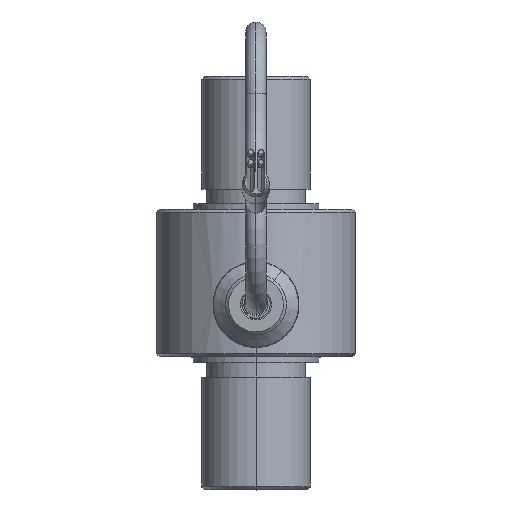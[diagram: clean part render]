
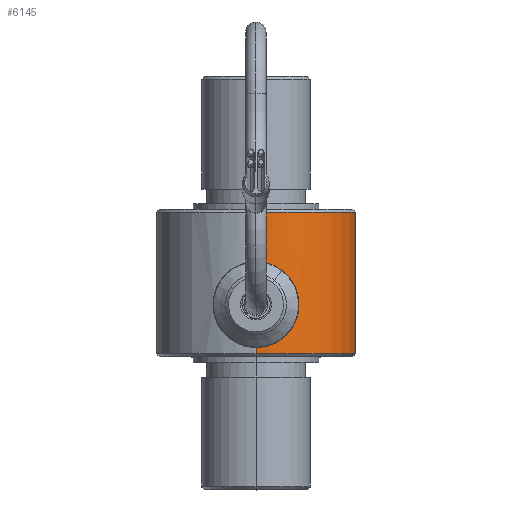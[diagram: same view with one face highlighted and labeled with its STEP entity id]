
A CAD part, top view. The second image highlights one B-rep face of the part: STEP entity #6145.
In plain terms, the highlighted cylindrical face has radius 17.526 mm (diameter 35.052 mm), a partial arc.
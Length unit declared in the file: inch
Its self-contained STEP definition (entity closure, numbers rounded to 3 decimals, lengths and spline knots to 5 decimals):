
#109 = B_SPLINE_CURVE_WITH_KNOTS ( 'NONE', 3,
 ( #1304, #11092, #2692, #13657, #6121, #5090, #2627, #13574, #5162, #10934, #281, #9663, #13352, #3660, #5008, #14614, #4928, #9745, #13431, #7516, #7291, #8488, #2469, #8787, #1384, #6336 ),
 .UNSPECIFIED., .F., .F.,
 ( 4, 2, 2, 2, 2, 2, 2, 2, 2, 2, 2, 2, 4 ),
 ( 0., 0.00149, 0.00224, 0.00298, 0.00448, 0.00522, 0.00597, 0.00672, 0.00746, 0.00895, 0.0097, 0.01045, 0.01194 ),
 .UNSPECIFIED. ) ;
#281 = CARTESIAN_POINT ( 'NONE',  ( 0.2353, 1.09873, 0.64867 ) ) ;
#768 = CARTESIAN_POINT ( 'NONE',  ( 0., 1.57688, 0.69 ) ) ;
#1067 = CARTESIAN_POINT ( 'NONE',  ( 0.29688, 1.28, 0.62287 ) ) ;
#1304 = CARTESIAN_POINT ( 'NONE',  ( 0.29688, 1.28, 0.62287 ) ) ;
#1384 = CARTESIAN_POINT ( 'NONE',  ( 0.01966, 0.98312, 0.69 ) ) ;
#1452 = CARTESIAN_POINT ( 'NONE',  ( 0., 0.94, 0.69 ) ) ;
#1568 = EDGE_CURVE ( 'NONE', #3763, #5839, #1580, .T. ) ;
#1580 = CIRCLE ( 'NONE', #2090, 0.69 ) ;
#1604 = DIRECTION ( 'NONE',  ( 0., -1., 0. ) ) ;
#2090 = AXIS2_PLACEMENT_3D ( 'NONE', #4051, #10621, #9428 ) ;
#2130 = CARTESIAN_POINT ( 'NONE',  ( 0., 1.92, 0.69 ) ) ;
#2134 = VERTEX_POINT ( 'NONE', #13674 ) ;
#2243 = CARTESIAN_POINT ( 'NONE',  ( 0.29293, 1.32921, 0.62474 ) ) ;
#2318 = CARTESIAN_POINT ( 'NONE',  ( 0.26598, 1.41222, 0.63669 ) ) ;
#2469 = CARTESIAN_POINT ( 'NONE',  ( 0.06797, 0.99084, 0.68671 ) ) ;
#2627 = CARTESIAN_POINT ( 'NONE',  ( 0.27763, 1.17441, 0.63169 ) ) ;
#2692 = CARTESIAN_POINT ( 'NONE',  ( 0.2949, 1.24061, 0.62382 ) ) ;
#2742 = AXIS2_PLACEMENT_3D ( 'NONE', #9726, #4910, #6104 ) ;
#2758 = CARTESIAN_POINT ( 'NONE',  ( 0., 1.94, -0.69 ) ) ;
#2926 = EDGE_CURVE ( 'NONE', #14062, #5839, #7734, .T. ) ;
#3152 = EDGE_CURVE ( 'NONE', #7547, #3337, #10671, .T. ) ;
#3337 = VERTEX_POINT ( 'NONE', #13617 ) ;
#3348 = CARTESIAN_POINT ( 'NONE',  ( 0.01958, 1.57688, 0.69 ) ) ;
#3421 = CARTESIAN_POINT ( 'NONE',  ( 0.09652, 1.56141, 0.68346 ) ) ;
#3467 = CARTESIAN_POINT ( 'NONE',  ( 0., 1.94, 0.69 ) ) ;
#3471 = CARTESIAN_POINT ( 'NONE',  ( 0., 0.98313, 0.69 ) ) ;
#3629 = EDGE_LOOP ( 'NONE', ( #9786, #7634, #10029, #10335, #7361, #10435, #10510 ) ) ;
#3637 = AXIS2_PLACEMENT_3D ( 'NONE', #4922, #1604, #3891 ) ;
#3660 = CARTESIAN_POINT ( 'NONE',  ( 0.20311, 1.06327, 0.65947 ) ) ;
#3763 = VERTEX_POINT ( 'NONE', #1452 ) ;
#3891 = DIRECTION ( 'NONE',  ( 0., 0., 1. ) ) ;
#3997 = VECTOR ( 'NONE', #4659, 39.37008 ) ;
#4051 = CARTESIAN_POINT ( 'NONE',  ( 0., 0.94, 0. ) ) ;
#4389 = B_SPLINE_CURVE_WITH_KNOTS ( 'NONE', 3,
 ( #768, #3348, #10632, #10392, #3421, #8180, #13037, #14377, #14071, #15580, #6996, #11909, #8016, #4452, #11826, #2318, #14143, #6923, #11593, #2243, #11751, #5821, #15263, #1067 ),
 .UNSPECIFIED., .F., .F.,
 ( 4, 2, 2, 2, 2, 2, 2, 2, 2, 2, 2, 4 ),
 ( 0.03579, 0.03728, 0.03877, 0.04026, 0.04175, 0.0425, 0.04325, 0.04399, 0.04474, 0.04623, 0.04697, 0.04772 ),
 .UNSPECIFIED. ) ;
#4452 = CARTESIAN_POINT ( 'NONE',  ( 0.25189, 1.43742, 0.64241 ) ) ;
#4659 = DIRECTION ( 'NONE',  ( 0., -1., 0. ) ) ;
#4910 = DIRECTION ( 'NONE',  ( 0., -1., 0. ) ) ;
#4922 = CARTESIAN_POINT ( 'NONE',  ( 0., 1.92, 0. ) ) ;
#4928 = CARTESIAN_POINT ( 'NONE',  ( 0.17339, 1.03883, 0.66791 ) ) ;
#5008 = CARTESIAN_POINT ( 'NONE',  ( 0.19602, 1.05684, 0.66161 ) ) ;
#5090 = CARTESIAN_POINT ( 'NONE',  ( 0.28098, 1.18366, 0.63021 ) ) ;
#5162 = CARTESIAN_POINT ( 'NONE',  ( 0.25727, 1.13059, 0.64035 ) ) ;
#5440 = EDGE_CURVE ( 'NONE', #2134, #14975, #109, .T. ) ;
#5821 = CARTESIAN_POINT ( 'NONE',  ( 0.29637, 1.2999, 0.62311 ) ) ;
#5839 = VERTEX_POINT ( 'NONE', #15478 ) ;
#6104 = DIRECTION ( 'NONE',  ( 0., 0., -1. ) ) ;
#6121 = CARTESIAN_POINT ( 'NONE',  ( 0.28673, 1.20243, 0.62761 ) ) ;
#6145 = ADVANCED_FACE ( 'NONE', ( #9493 ), #10759, .T. ) ;
#6336 = CARTESIAN_POINT ( 'NONE',  ( 0., 0.98313, 0.69 ) ) ;
#6923 = CARTESIAN_POINT ( 'NONE',  ( 0.28148, 1.37637, 0.63003 ) ) ;
#6996 = CARTESIAN_POINT ( 'NONE',  ( 0.22333, 1.47583, 0.65289 ) ) ;
#7291 = CARTESIAN_POINT ( 'NONE',  ( 0.09635, 0.99902, 0.68331 ) ) ;
#7361 = ORIENTED_EDGE ( 'NONE', *, *, #11680, .T. ) ;
#7516 = CARTESIAN_POINT ( 'NONE',  ( 0.10549, 1.00233, 0.68195 ) ) ;
#7547 = VERTEX_POINT ( 'NONE', #2130 ) ;
#7634 = ORIENTED_EDGE ( 'NONE', *, *, #3152, .T. ) ;
#7734 = LINE ( 'NONE', #2758, #11428 ) ;
#8016 = CARTESIAN_POINT ( 'NONE',  ( 0.24123, 1.45331, 0.64649 ) ) ;
#8180 = CARTESIAN_POINT ( 'NONE',  ( 0.13233, 1.54646, 0.67744 ) ) ;
#8488 = CARTESIAN_POINT ( 'NONE',  ( 0.07759, 0.99328, 0.68569 ) ) ;
#8787 = CARTESIAN_POINT ( 'NONE',  ( 0.03911, 0.98506, 0.68916 ) ) ;
#9428 = DIRECTION ( 'NONE',  ( 0., 0., 1. ) ) ;
#9493 = FACE_OUTER_BOUND ( 'NONE', #3629, .T. ) ;
#9663 = CARTESIAN_POINT ( 'NONE',  ( 0.22308, 1.08388, 0.65298 ) ) ;
#9726 = CARTESIAN_POINT ( 'NONE',  ( 0., 1.94, 0. ) ) ;
#9745 = CARTESIAN_POINT ( 'NONE',  ( 0.14923, 1.02262, 0.67387 ) ) ;
#9786 = ORIENTED_EDGE ( 'NONE', *, *, #14571, .T. ) ;
#9803 = DIRECTION ( 'NONE',  ( 0., -1., 0. ) ) ;
#10029 = ORIENTED_EDGE ( 'NONE', *, *, #12534, .T. ) ;
#10335 = ORIENTED_EDGE ( 'NONE', *, *, #5440, .T. ) ;
#10392 = CARTESIAN_POINT ( 'NONE',  ( 0.07791, 1.56715, 0.68586 ) ) ;
#10435 = ORIENTED_EDGE ( 'NONE', *, *, #1568, .T. ) ;
#10510 = ORIENTED_EDGE ( 'NONE', *, *, #2926, .F. ) ;
#10621 = DIRECTION ( 'NONE',  ( 0., 1., 0. ) ) ;
#10632 = CARTESIAN_POINT ( 'NONE',  ( 0.03913, 1.57495, 0.68916 ) ) ;
#10671 = LINE ( 'NONE', #14581, #12593 ) ;
#10759 = CYLINDRICAL_SURFACE ( 'NONE', #2742, 0.69 ) ;
#10934 = CARTESIAN_POINT ( 'NONE',  ( 0.24112, 1.10653, 0.64653 ) ) ;
#11092 = CARTESIAN_POINT ( 'NONE',  ( 0.29688, 1.26011, 0.62287 ) ) ;
#11428 = VECTOR ( 'NONE', #9803, 39.37008 ) ;
#11593 = CARTESIAN_POINT ( 'NONE',  ( 0.28715, 1.35783, 0.62742 ) ) ;
#11680 = EDGE_CURVE ( 'NONE', #14975, #3763, #13168, .T. ) ;
#11751 = CARTESIAN_POINT ( 'NONE',  ( 0.2944, 1.31953, 0.62404 ) ) ;
#11826 = CARTESIAN_POINT ( 'NONE',  ( 0.25684, 1.4292, 0.64044 ) ) ;
#11909 = CARTESIAN_POINT ( 'NONE',  ( 0.23552, 1.46099, 0.64859 ) ) ;
#12264 = CARTESIAN_POINT ( 'NONE',  ( 0., 1.92, -0.69 ) ) ;
#12534 = EDGE_CURVE ( 'NONE', #3337, #2134, #4389, .T. ) ;
#12593 = VECTOR ( 'NONE', #14501, 39.37008 ) ;
#13037 = CARTESIAN_POINT ( 'NONE',  ( 0.14964, 1.53712, 0.67378 ) ) ;
#13168 = LINE ( 'NONE', #3467, #3997 ) ;
#13352 = CARTESIAN_POINT ( 'NONE',  ( 0.21664, 1.07679, 0.65515 ) ) ;
#13431 = CARTESIAN_POINT ( 'NONE',  ( 0.13226, 1.01351, 0.67745 ) ) ;
#13574 = CARTESIAN_POINT ( 'NONE',  ( 0.2664, 1.14754, 0.63655 ) ) ;
#13617 = CARTESIAN_POINT ( 'NONE',  ( 0., 1.57688, 0.69 ) ) ;
#13657 = CARTESIAN_POINT ( 'NONE',  ( 0.28912, 1.21191, 0.62651 ) ) ;
#13674 = CARTESIAN_POINT ( 'NONE',  ( 0.29688, 1.28, 0.62287 ) ) ;
#14062 = VERTEX_POINT ( 'NONE', #12264 ) ;
#14071 = CARTESIAN_POINT ( 'NONE',  ( 0.19638, 1.50348, 0.66162 ) ) ;
#14143 = CARTESIAN_POINT ( 'NONE',  ( 0.27018, 1.40341, 0.63492 ) ) ;
#14377 = CARTESIAN_POINT ( 'NONE',  ( 0.18159, 1.51565, 0.66588 ) ) ;
#14501 = DIRECTION ( 'NONE',  ( 0., -1., 0. ) ) ;
#14571 = EDGE_CURVE ( 'NONE', #14062, #7547, #15033, .T. ) ;
#14581 = CARTESIAN_POINT ( 'NONE',  ( 0., 1.94, 0.69 ) ) ;
#14614 = CARTESIAN_POINT ( 'NONE',  ( 0.18118, 1.04463, 0.66583 ) ) ;
#14975 = VERTEX_POINT ( 'NONE', #3471 ) ;
#15033 = CIRCLE ( 'NONE', #3637, 0.69 ) ;
#15263 = CARTESIAN_POINT ( 'NONE',  ( 0.29688, 1.28993, 0.62287 ) ) ;
#15478 = CARTESIAN_POINT ( 'NONE',  ( 0., 0.94, -0.69 ) ) ;
#15580 = CARTESIAN_POINT ( 'NONE',  ( 0.21682, 1.48302, 0.65509 ) ) ;
